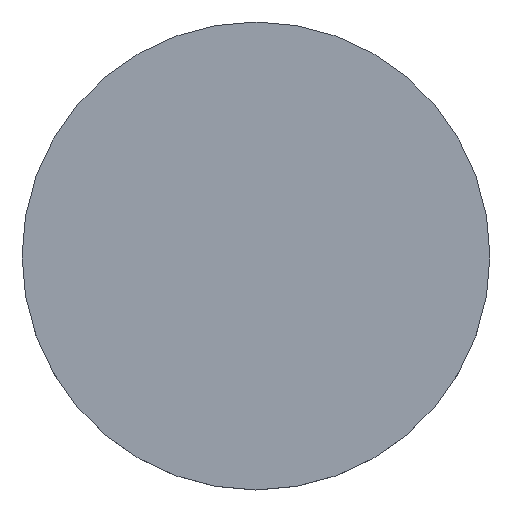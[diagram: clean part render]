
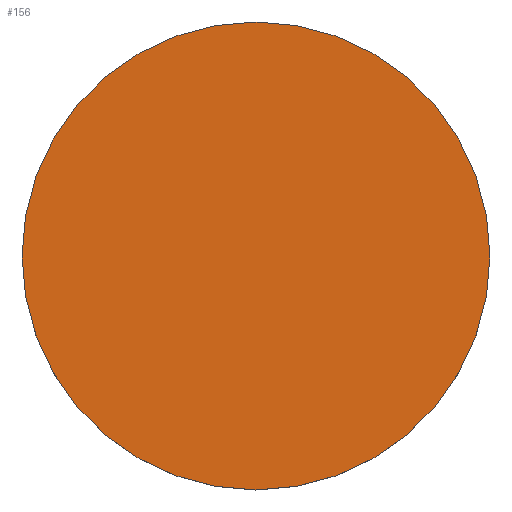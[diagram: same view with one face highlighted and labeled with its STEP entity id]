
A CAD part, top view. The second image highlights one B-rep face of the part: STEP entity #156.
In plain terms, the highlighted planar face has unit normal (0, 0, 1).
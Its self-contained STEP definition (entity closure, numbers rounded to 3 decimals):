
#30 = DIRECTION ( 'NONE',  ( 1., 0., 0. ) ) ;
#43 = CIRCLE ( 'NONE', #144, 38.1 ) ;
#55 = EDGE_CURVE ( 'NONE', #103, #224, #43, .T. ) ;
#67 = ORIENTED_EDGE ( 'NONE', *, *, #55, .F. ) ;
#74 = EDGE_CURVE ( 'NONE', #224, #103, #187, .T. ) ;
#86 = CARTESIAN_POINT ( 'NONE',  ( 0., 0., 9.7 ) ) ;
#94 = AXIS2_PLACEMENT_3D ( 'NONE', #86, #121, #193 ) ;
#100 = CARTESIAN_POINT ( 'NONE',  ( 0., 77.928, 9.7 ) ) ;
#103 = VERTEX_POINT ( 'NONE', #120 ) ;
#114 = DIRECTION ( 'NONE',  ( 0., 0., -1. ) ) ;
#120 = CARTESIAN_POINT ( 'NONE',  ( -38.1, 0., 9.7 ) ) ;
#121 = DIRECTION ( 'NONE',  ( 0., 0., -1. ) ) ;
#124 = EDGE_LOOP ( 'NONE', ( #234, #67 ) ) ;
#134 = FACE_OUTER_BOUND ( 'NONE', #124, .T. ) ;
#139 = DIRECTION ( 'NONE',  ( 0., 0., 1. ) ) ;
#144 = AXIS2_PLACEMENT_3D ( 'NONE', #155, #114, #209 ) ;
#155 = CARTESIAN_POINT ( 'NONE',  ( 0., 0., 9.7 ) ) ;
#156 = ADVANCED_FACE ( 'NONE', ( #134 ), #164, .T. ) ;
#158 = AXIS2_PLACEMENT_3D ( 'NONE', #100, #139, #30 ) ;
#164 = PLANE ( 'NONE',  #158 ) ;
#187 = CIRCLE ( 'NONE', #94, 38.1 ) ;
#193 = DIRECTION ( 'NONE',  ( 1., 0., 0. ) ) ;
#209 = DIRECTION ( 'NONE',  ( 1., 0., 0. ) ) ;
#222 = CARTESIAN_POINT ( 'NONE',  ( 38.1, 0., 9.7 ) ) ;
#224 = VERTEX_POINT ( 'NONE', #222 ) ;
#234 = ORIENTED_EDGE ( 'NONE', *, *, #74, .F. ) ;
